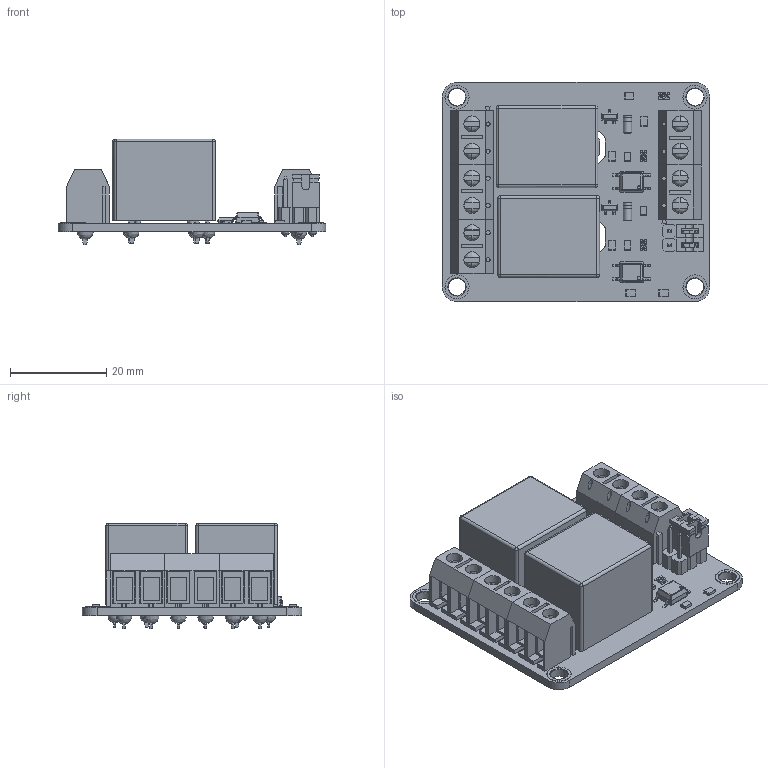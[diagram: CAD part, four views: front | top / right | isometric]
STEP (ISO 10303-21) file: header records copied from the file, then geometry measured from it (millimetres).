
FILE_DESCRIPTION(('FreeCAD Model'),'2;1');
FILE_NAME('Open CASCADE Shape Model','2025-05-05T04:35:16',('FreeCAD'),( 'FreeCAD'),'Open CASCADE STEP processor 7.6','FreeCAD','Unknown');
FILE_SCHEMA(('AUTOMOTIVE_DESIGN { 1 0 10303 214 1 1 1 1 }'));
Products named in the file (1): Open CASCADE STEP translator 7.6 1
Bounding box: 55.69 x 45.67 x 21.94 mm (x, y, z)
Volume: 20715.1 mm3; surface area: 19491.3 mm2
Topology: 121 solids, 121 shells, 1498 faces, 3517 edges, 2257 vertices
Faces by surface type: bspline 1498
Entity records: 43450 total; most frequent: CARTESIAN_POINT 21645, ORIENTED_EDGE 6934, EDGE_CURVE 3467, B_SPLINE_CURVE_WITH_KNOTS 2876, VERTEX_POINT 2257, FACE_BOUND 1672, EDGE_LOOP 1672, ADVANCED_FACE 1498
